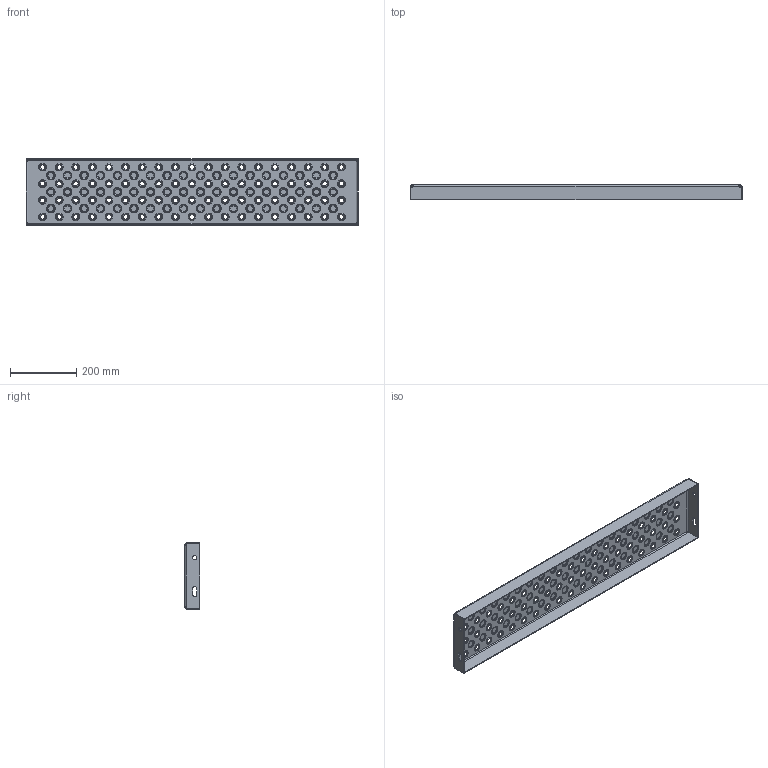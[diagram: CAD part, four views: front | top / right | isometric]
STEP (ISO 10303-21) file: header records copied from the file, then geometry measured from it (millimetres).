
FILE_DESCRIPTION (( 'STEP AP214' ), '1' );
FILE_NAME ('OPTIMO-Tread-Type-G-1000x200x45x3-st240-F160050100.STEP', '2021-08-10T12:22:08', ( '' ), ( '' ), 'SwSTEP 2.0', 'SolidWorks 2021', '' );
FILE_SCHEMA (( 'AUTOMOTIVE_DESIGN' ));
Length unit declared in the file: millimetre
Products named in the file (1): OPTIMO-Tread-Type-G-1000x200x45x3-st240-F160050100
Bounding box: 1000 x 47.01 x 200 mm (x, y, z)
Volume: 857663 mm3; surface area: 592018.9 mm2
Topology: 1 solids, 1 shells, 1370 faces, 3444 edges, 2184 vertices
Faces by surface type: cone 672, torus 520, plane 134, cylinder 32, bspline 12
Entity records: 43372 total; most frequent: DIRECTION 8766, CARTESIAN_POINT 7833, ORIENTED_EDGE 6888, AXIS2_PLACEMENT_3D 4007, EDGE_CURVE 3444, CIRCLE 2648, VERTEX_POINT 2184, EDGE_LOOP 1638
